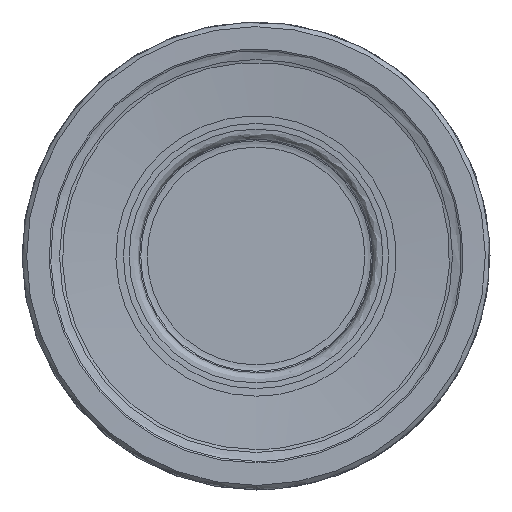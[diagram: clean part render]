
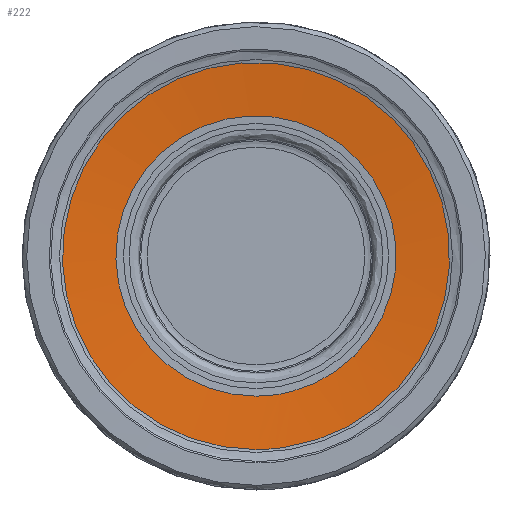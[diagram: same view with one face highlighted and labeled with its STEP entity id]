
A CAD part, left-side view. The second image highlights one B-rep face of the part: STEP entity #222.
In plain terms, the highlighted face is a revolution surface.
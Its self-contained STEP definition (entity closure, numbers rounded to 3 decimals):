
#35=SURFACE_OF_REVOLUTION('',#63,#49);
#49=AXIS1_PLACEMENT('',#862,#605);
#63=B_SPLINE_CURVE_WITH_KNOTS('',3,(#852,#853,#854,#855,#856,#857,#858,
#859,#860,#861),.UNSPECIFIED.,.F.,.F.,(4,3,3,4),(0.,0.261,0.523,
1.),.UNSPECIFIED.);
#222=ADVANCED_FACE('',(#275,#276),#35,.T.);
#275=FACE_BOUND('',#329,.T.);
#276=FACE_BOUND('',#330,.T.);
#329=EDGE_LOOP('',(#383));
#330=EDGE_LOOP('',(#384));
#383=ORIENTED_EDGE('',*,*,#441,.F.);
#384=ORIENTED_EDGE('',*,*,#440,.T.);
#413=VERTEX_POINT('',#823);
#414=VERTEX_POINT('',#851);
#440=EDGE_CURVE('',#413,#413,#467,.T.);
#441=EDGE_CURVE('',#414,#414,#468,.T.);
#467=CIRCLE('',#509,7.496);
#468=CIRCLE('',#510,10.355);
#509=AXIS2_PLACEMENT_3D('',#822,#600,#601);
#510=AXIS2_PLACEMENT_3D('',#850,#603,#604);
#600=DIRECTION('',(1.,0.,0.));
#601=DIRECTION('',(0.,0.,-1.));
#603=DIRECTION('',(1.,0.,0.));
#604=DIRECTION('',(0.,0.,-1.));
#605=DIRECTION('',(1.,0.,0.));
#822=CARTESIAN_POINT('',(0.543,0.,0.));
#823=CARTESIAN_POINT('',(0.543,0.,-7.496));
#850=CARTESIAN_POINT('',(0.294,0.,0.));
#851=CARTESIAN_POINT('',(0.294,0.,-10.355));
#852=CARTESIAN_POINT('',(0.543,-7.404,1.169));
#853=CARTESIAN_POINT('',(0.522,-7.661,1.11));
#854=CARTESIAN_POINT('',(0.499,-7.916,1.051));
#855=CARTESIAN_POINT('',(0.478,-8.172,0.992));
#856=CARTESIAN_POINT('',(0.456,-8.429,0.934));
#857=CARTESIAN_POINT('',(0.435,-8.685,0.875));
#858=CARTESIAN_POINT('',(0.413,-8.941,0.816));
#859=CARTESIAN_POINT('',(0.373,-9.408,0.709));
#860=CARTESIAN_POINT('',(0.332,-9.873,0.603));
#861=CARTESIAN_POINT('',(0.294,-10.343,0.494));
#862=CARTESIAN_POINT('',(100.,0.,0.));
